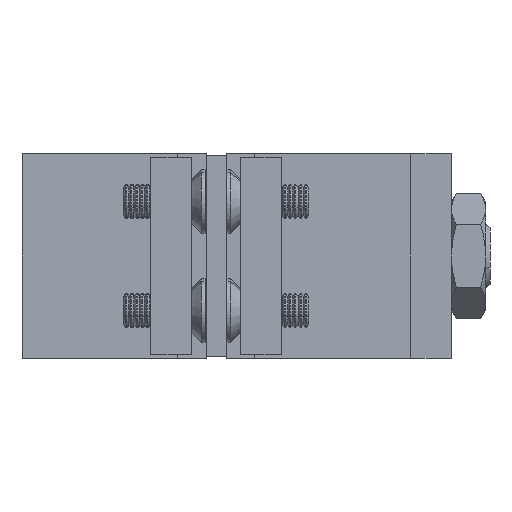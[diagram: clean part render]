
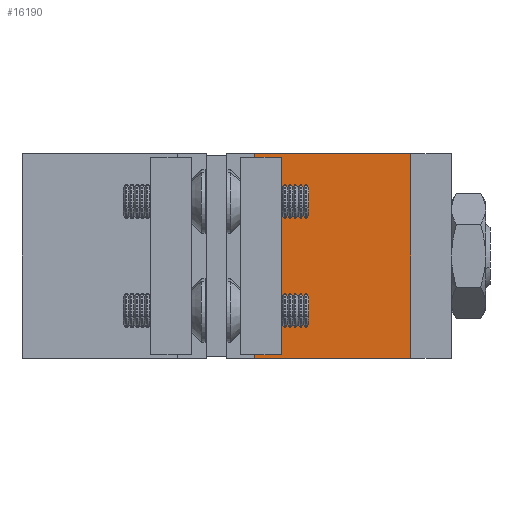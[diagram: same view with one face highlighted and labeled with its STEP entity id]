
A CAD part, left-side view. The second image highlights one B-rep face of the part: STEP entity #16190.
In plain terms, the highlighted planar face has unit normal (-1, 0, 0).
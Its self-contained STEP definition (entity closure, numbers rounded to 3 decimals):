
#625 = CARTESIAN_POINT ( 'NONE',  ( -73.5, -30., -15. ) ) ;
#1667 = DIRECTION ( 'NONE',  ( 0., 1., 0. ) ) ;
#1713 = CARTESIAN_POINT ( 'NONE',  ( -73.5, -30., -15. ) ) ;
#2001 = CARTESIAN_POINT ( 'NONE',  ( -73.5, -30., -15. ) ) ;
#3311 = EDGE_LOOP ( 'NONE', ( #17765, #38729, #12216, #21244 ) ) ;
#5926 = VECTOR ( 'NONE', #44470, 1000. ) ;
#11360 = CARTESIAN_POINT ( 'NONE',  ( -73.5, -53., -15. ) ) ;
#11828 = DIRECTION ( 'NONE',  ( 0., 0., -1. ) ) ;
#12216 = ORIENTED_EDGE ( 'NONE', *, *, #65862, .F. ) ;
#16190 = ADVANCED_FACE ( 'NONE', ( #44950 ), #60122, .F. ) ;
#17366 = VERTEX_POINT ( 'NONE', #1713 ) ;
#17765 = ORIENTED_EDGE ( 'NONE', *, *, #27489, .T. ) ;
#20135 = VECTOR ( 'NONE', #45928, 1000. ) ;
#21244 = ORIENTED_EDGE ( 'NONE', *, *, #61315, .T. ) ;
#27039 = VERTEX_POINT ( 'NONE', #39329 ) ;
#27349 = CARTESIAN_POINT ( 'NONE',  ( -73.5, -30., -15. ) ) ;
#27489 = EDGE_CURVE ( 'NONE', #43910, #48309, #46884, .T. ) ;
#27688 = VECTOR ( 'NONE', #42522, 1000. ) ;
#28685 = LINE ( 'NONE', #625, #67036 ) ;
#30966 = AXIS2_PLACEMENT_3D ( 'NONE', #27349, #50042, #11828 ) ;
#36436 = CARTESIAN_POINT ( 'NONE',  ( -73.5, -30., 15. ) ) ;
#37569 = EDGE_CURVE ( 'NONE', #17366, #48309, #51365, .T. ) ;
#38729 = ORIENTED_EDGE ( 'NONE', *, *, #37569, .F. ) ;
#39329 = CARTESIAN_POINT ( 'NONE',  ( -73.5, -53., -15. ) ) ;
#42522 = DIRECTION ( 'NONE',  ( 0., 1., 0. ) ) ;
#43910 = VERTEX_POINT ( 'NONE', #63564 ) ;
#44470 = DIRECTION ( 'NONE',  ( 0., 0., 1. ) ) ;
#44950 = FACE_OUTER_BOUND ( 'NONE', #3311, .T. ) ;
#45928 = DIRECTION ( 'NONE',  ( 0., 0., 1. ) ) ;
#46884 = LINE ( 'NONE', #36436, #27688 ) ;
#48309 = VERTEX_POINT ( 'NONE', #61550 ) ;
#50042 = DIRECTION ( 'NONE',  ( 1., 0., 0. ) ) ;
#51365 = LINE ( 'NONE', #2001, #20135 ) ;
#60122 = PLANE ( 'NONE',  #30966 ) ;
#60699 = LINE ( 'NONE', #11360, #5926 ) ;
#61315 = EDGE_CURVE ( 'NONE', #27039, #43910, #60699, .T. ) ;
#61550 = CARTESIAN_POINT ( 'NONE',  ( -73.5, -30., 15. ) ) ;
#63564 = CARTESIAN_POINT ( 'NONE',  ( -73.5, -53., 15. ) ) ;
#65862 = EDGE_CURVE ( 'NONE', #27039, #17366, #28685, .T. ) ;
#67036 = VECTOR ( 'NONE', #1667, 1000. ) ;
